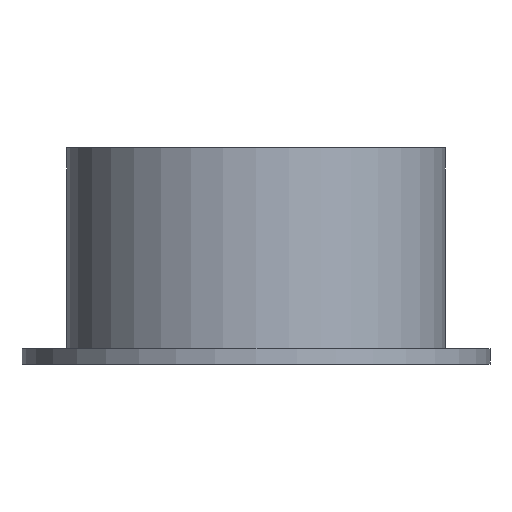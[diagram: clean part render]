
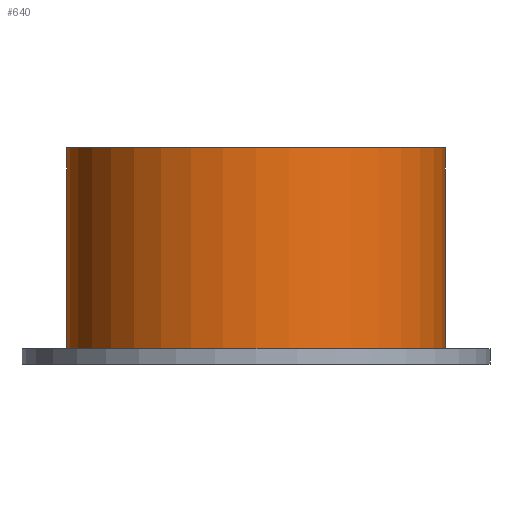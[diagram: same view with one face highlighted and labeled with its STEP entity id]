
A CAD part, left-side view. The second image highlights one B-rep face of the part: STEP entity #640.
In plain terms, the highlighted cylindrical face has radius 49 mm (diameter 98 mm), a partial arc.
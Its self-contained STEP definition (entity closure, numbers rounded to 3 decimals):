
#17 = CARTESIAN_POINT ( 'NONE',  ( 0., -21., 28. ) ) ;
#155 = CARTESIAN_POINT ( 'NONE',  ( 0., 28., 28. ) ) ;
#333 = AXIS2_PLACEMENT_3D ( 'NONE', #1387, #742, #565 ) ;
#374 = DIRECTION ( 'NONE',  ( 0., -1., 0. ) ) ;
#413 = VERTEX_POINT ( 'NONE', #1845 ) ;
#418 = FACE_OUTER_BOUND ( 'NONE', #1867, .T. ) ;
#539 = EDGE_CURVE ( 'NONE', #670, #1483, #1010, .T. ) ;
#565 = DIRECTION ( 'NONE',  ( 0., 1., 0. ) ) ;
#567 = EDGE_CURVE ( 'NONE', #413, #636, #1199, .T. ) ;
#636 = VERTEX_POINT ( 'NONE', #1694 ) ;
#640 = ADVANCED_FACE ( 'NONE', ( #418 ), #1074, .T. ) ;
#670 = VERTEX_POINT ( 'NONE', #757 ) ;
#682 = DIRECTION ( 'NONE',  ( 0., 0., -1. ) ) ;
#742 = DIRECTION ( 'NONE',  ( 0., 0., -1. ) ) ;
#757 = CARTESIAN_POINT ( 'NONE',  ( 0., 77., 28. ) ) ;
#771 = EDGE_CURVE ( 'NONE', #670, #413, #1497, .T. ) ;
#776 = DIRECTION ( 'NONE',  ( 0., 0., 1. ) ) ;
#852 = VECTOR ( 'NONE', #1512, 1000. ) ;
#915 = ORIENTED_EDGE ( 'NONE', *, *, #1554, .T. ) ;
#1010 = LINE ( 'NONE', #1818, #852 ) ;
#1030 = AXIS2_PLACEMENT_3D ( 'NONE', #1983, #1161, #374 ) ;
#1073 = ORIENTED_EDGE ( 'NONE', *, *, #567, .F. ) ;
#1074 = CYLINDRICAL_SURFACE ( 'NONE', #333, 49. ) ;
#1161 = DIRECTION ( 'NONE',  ( 0., 0., 1. ) ) ;
#1164 = AXIS2_PLACEMENT_3D ( 'NONE', #155, #776, #1462 ) ;
#1199 = LINE ( 'NONE', #17, #1670 ) ;
#1201 = CARTESIAN_POINT ( 'NONE',  ( 0., 77., -24. ) ) ;
#1278 = ORIENTED_EDGE ( 'NONE', *, *, #539, .T. ) ;
#1387 = CARTESIAN_POINT ( 'NONE',  ( 0., 28., 28. ) ) ;
#1440 = CIRCLE ( 'NONE', #1030, 49. ) ;
#1462 = DIRECTION ( 'NONE',  ( 0., -1., 0. ) ) ;
#1483 = VERTEX_POINT ( 'NONE', #1201 ) ;
#1488 = ORIENTED_EDGE ( 'NONE', *, *, #771, .F. ) ;
#1497 = CIRCLE ( 'NONE', #1164, 49. ) ;
#1512 = DIRECTION ( 'NONE',  ( 0., 0., -1. ) ) ;
#1554 = EDGE_CURVE ( 'NONE', #1483, #636, #1440, .T. ) ;
#1670 = VECTOR ( 'NONE', #682, 1000. ) ;
#1694 = CARTESIAN_POINT ( 'NONE',  ( 0., -21., -24. ) ) ;
#1818 = CARTESIAN_POINT ( 'NONE',  ( 0., 77., 28. ) ) ;
#1845 = CARTESIAN_POINT ( 'NONE',  ( 0., -21., 28. ) ) ;
#1867 = EDGE_LOOP ( 'NONE', ( #1073, #1488, #1278, #915 ) ) ;
#1983 = CARTESIAN_POINT ( 'NONE',  ( 0., 28., -24. ) ) ;
